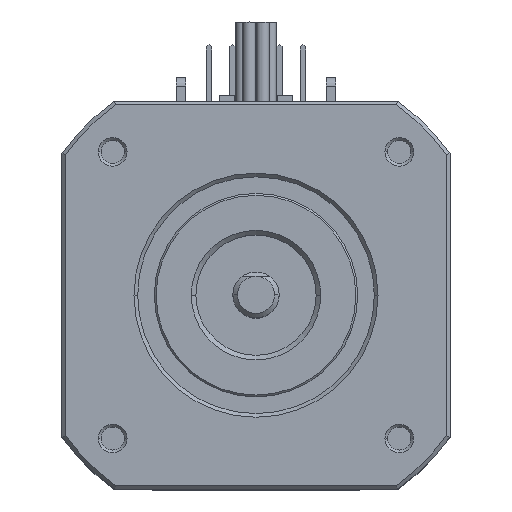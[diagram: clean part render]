
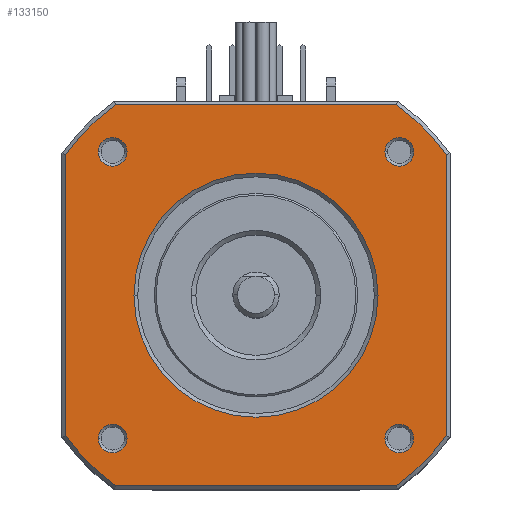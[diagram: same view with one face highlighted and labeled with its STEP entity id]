
A CAD part, top view. The second image highlights one B-rep face of the part: STEP entity #133150.
In plain terms, the highlighted planar face has unit normal (0, 0, 1).
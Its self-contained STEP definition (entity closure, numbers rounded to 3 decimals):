
#610=CARTESIAN_POINT('',(-13.95,15.5,0.));
#620=VERTEX_POINT('',#610);
#780=CARTESIAN_POINT('',(-17.05,15.5,0.));
#790=VERTEX_POINT('',#780);
#820=CARTESIAN_POINT('',(-15.5,15.5,0.));
#830=DIRECTION('',(-0.,-0.,-1.));
#840=DIRECTION('',(1.,0.,0.));
#850=AXIS2_PLACEMENT_3D('',#820,#830,#840);
#860=CIRCLE('',#850,1.55);
#870=EDGE_CURVE('',#790,#620,#860,.T.);
#10080=CARTESIAN_POINT('',(13.95,15.5,0.));
#10090=VERTEX_POINT('',#10080);
#10120=CARTESIAN_POINT('',(15.5,15.5,0.));
#10130=DIRECTION('',(-0.,-0.,-1.));
#10140=DIRECTION('',(1.,0.,0.));
#10150=AXIS2_PLACEMENT_3D('',#10120,#10130,#10140);
#10160=CIRCLE('',#10150,1.55);
#10170=CARTESIAN_POINT('',(17.05,15.5,0.));
#10180=VERTEX_POINT('',#10170);
#10190=EDGE_CURVE('',#10090,#10180,#10160,.T.);
#19330=CARTESIAN_POINT('',(17.05,-15.5,0.));
#19340=VERTEX_POINT('',#19330);
#19500=CARTESIAN_POINT('',(13.95,-15.5,0.));
#19510=VERTEX_POINT('',#19500);
#19540=CARTESIAN_POINT('',(15.5,-15.5,0.));
#19550=DIRECTION('',(-0.,-0.,-1.));
#19560=DIRECTION('',(1.,0.,0.));
#19570=AXIS2_PLACEMENT_3D('',#19540,#19550,#19560);
#19580=CIRCLE('',#19570,1.55);
#19590=EDGE_CURVE('',#19510,#19340,#19580,.T.);
#131950=CARTESIAN_POINT('',(-20.6,-20.6,0.));
#131960=DIRECTION('',(0.,0.,1.));
#131970=DIRECTION('',(1.,0.,-0.));
#131980=AXIS2_PLACEMENT_3D('',#131950,#131960,#131970);
#131990=PLANE('',#131980);
#132000=CARTESIAN_POINT('',(0.,0.,0.
));
#132010=DIRECTION('',(-0.,-0.,1.));
#132020=DIRECTION('',(-1.,0.,-0.));
#132030=AXIS2_PLACEMENT_3D('',#132000,#132010,#132020);
#132040=CIRCLE('',#132030,25.6);
#132050=CARTESIAN_POINT('',(-20.6,-15.199,
0.));
#132060=VERTEX_POINT('',#132050);
#132070=CARTESIAN_POINT('',(-15.199,-20.6,0.));
#132080=VERTEX_POINT('',#132070);
#132090=EDGE_CURVE('',#132060,#132080,#132040,.T.);
#132100=ORIENTED_EDGE('',*,*,#132090,.T.);
#132110=CARTESIAN_POINT('',(-20.6,0.,0.));
#132120=DIRECTION('',(0.,1.,-0.));
#132130=VECTOR('',#132120,1.);
#132140=LINE('',#132110,#132130);
#132150=CARTESIAN_POINT('',(-20.6,15.199,0.));
#132160=VERTEX_POINT('',#132150);
#132170=EDGE_CURVE('',#132060,#132160,#132140,.T.);
#132180=ORIENTED_EDGE('',*,*,#132170,.F.);
#132190=CARTESIAN_POINT('',(0.,0.,
0.));
#132200=DIRECTION('',(-0.,-0.,1.));
#132210=DIRECTION('',(-1.,0.,-0.));
#132220=AXIS2_PLACEMENT_3D('',#132190,#132200,#132210);
#132230=CIRCLE('',#132220,25.6);
#132240=CARTESIAN_POINT('',(-15.199,20.6,
0.));
#132250=VERTEX_POINT('',#132240);
#132260=EDGE_CURVE('',#132250,#132160,#132230,.T.);
#132270=ORIENTED_EDGE('',*,*,#132260,.T.);
#132280=CARTESIAN_POINT('',(0.,20.6,0.));
#132290=DIRECTION('',(1.,0.,-0.));
#132300=VECTOR('',#132290,1.);
#132310=LINE('',#132280,#132300);
#132320=CARTESIAN_POINT('',(15.199,20.6,0.));
#132330=VERTEX_POINT('',#132320);
#132340=EDGE_CURVE('',#132250,#132330,#132310,.T.);
#132350=ORIENTED_EDGE('',*,*,#132340,.F.);
#132360=CARTESIAN_POINT('',(0.,0.,
0.));
#132370=DIRECTION('',(-0.,-0.,1.));
#132380=DIRECTION('',(-1.,0.,-0.));
#132390=AXIS2_PLACEMENT_3D('',#132360,#132370,#132380);
#132400=CIRCLE('',#132390,25.6);
#132410=CARTESIAN_POINT('',(20.6,15.199,0.));
#132420=VERTEX_POINT('',#132410);
#132430=EDGE_CURVE('',#132420,#132330,#132400,.T.);
#132440=ORIENTED_EDGE('',*,*,#132430,.T.);
#132450=CARTESIAN_POINT('',(20.6,0.,-0.));
#132460=DIRECTION('',(0.,-1.,0.));
#132470=VECTOR('',#132460,1.);
#132480=LINE('',#132450,#132470);
#132490=CARTESIAN_POINT('',(20.6,-15.199,0.));
#132500=VERTEX_POINT('',#132490);
#132510=EDGE_CURVE('',#132420,#132500,#132480,.T.);
#132520=ORIENTED_EDGE('',*,*,#132510,.F.);
#132530=CARTESIAN_POINT('',(0.,0.,
0.));
#132540=DIRECTION('',(-0.,-0.,1.));
#132550=DIRECTION('',(-1.,0.,-0.));
#132560=AXIS2_PLACEMENT_3D('',#132530,#132540,#132550);
#132570=CIRCLE('',#132560,25.6);
#132580=CARTESIAN_POINT('',(15.199,-20.6,0.));
#132590=VERTEX_POINT('',#132580);
#132600=EDGE_CURVE('',#132590,#132500,#132570,.T.);
#132610=ORIENTED_EDGE('',*,*,#132600,.T.);
#132620=CARTESIAN_POINT('',(0.,-20.6,0.));
#132630=DIRECTION('',(-1.,0.,0.));
#132640=VECTOR('',#132630,1.);
#132650=LINE('',#132620,#132640);
#132660=EDGE_CURVE('',#132590,#132080,#132650,.T.);
#132670=ORIENTED_EDGE('',*,*,#132660,.F.);
#132680=EDGE_LOOP('',(#132670,#132610,#132520,#132440,#132350,#132270,
#132180,#132100));
#132690=FACE_OUTER_BOUND('',#132680,.T.);
#132700=CARTESIAN_POINT('',(-15.5,-15.5,0.));
#132710=DIRECTION('',(-0.,-0.,-1.));
#132720=DIRECTION('',(1.,0.,0.));
#132730=AXIS2_PLACEMENT_3D('',#132700,#132710,#132720);
#132740=CIRCLE('',#132730,1.55);
#132750=CARTESIAN_POINT('',(-17.05,-15.5,0.));
#132760=VERTEX_POINT('',#132750);
#132770=CARTESIAN_POINT('',(-13.95,-15.5,0.));
#132780=VERTEX_POINT('',#132770);
#132790=EDGE_CURVE('',#132760,#132780,#132740,.T.);
#132800=ORIENTED_EDGE('',*,*,#132790,.T.);
#132810=EDGE_CURVE('',#132780,#132760,#132740,.T.);
#132820=ORIENTED_EDGE('',*,*,#132810,.T.);
#132830=EDGE_LOOP('',(#132820,#132800));
#132840=FACE_BOUND('',#132830,.T.);
#132850=EDGE_CURVE('',#19340,#19510,#19580,.T.);
#132860=ORIENTED_EDGE('',*,*,#132850,.T.);
#132870=ORIENTED_EDGE('',*,*,#19590,.T.);
#132880=EDGE_LOOP('',(#132870,#132860));
#132890=FACE_BOUND('',#132880,.T.);
#132900=ORIENTED_EDGE('',*,*,#10190,.T.);
#132910=EDGE_CURVE('',#10180,#10090,#10160,.T.);
#132920=ORIENTED_EDGE('',*,*,#132910,.T.);
#132930=EDGE_LOOP('',(#132920,#132900));
#132940=FACE_BOUND('',#132930,.T.);
#132950=EDGE_CURVE('',#620,#790,#860,.T.);
#132960=ORIENTED_EDGE('',*,*,#132950,.T.);
#132970=ORIENTED_EDGE('',*,*,#870,.T.);
#132980=EDGE_LOOP('',(#132970,#132960));
#132990=FACE_BOUND('',#132980,.T.);
#133000=CARTESIAN_POINT('',(0.,0.,
0.));
#133010=DIRECTION('',(-0.,-0.,-1.));
#133020=DIRECTION('',(1.,0.,0.));
#133030=AXIS2_PLACEMENT_3D('',#133000,#133010,#133020);
#133040=CIRCLE('',#133030,13.2);
#133050=CARTESIAN_POINT('',(13.2,0.,
0.));
#133060=VERTEX_POINT('',#133050);
#133070=CARTESIAN_POINT('',(-13.2,0.,
0.));
#133080=VERTEX_POINT('',#133070);
#133090=EDGE_CURVE('',#133060,#133080,#133040,.T.);
#133100=ORIENTED_EDGE('',*,*,#133090,.T.);
#133110=EDGE_CURVE('',#133080,#133060,#133040,.T.);
#133120=ORIENTED_EDGE('',*,*,#133110,.T.);
#133130=EDGE_LOOP('',(#133120,#133100));
#133140=FACE_BOUND('',#133130,.T.);
#133150=ADVANCED_FACE('',(#132690,#132840,#132890,#132940,#132990,
#133140),#131990,.T.);
